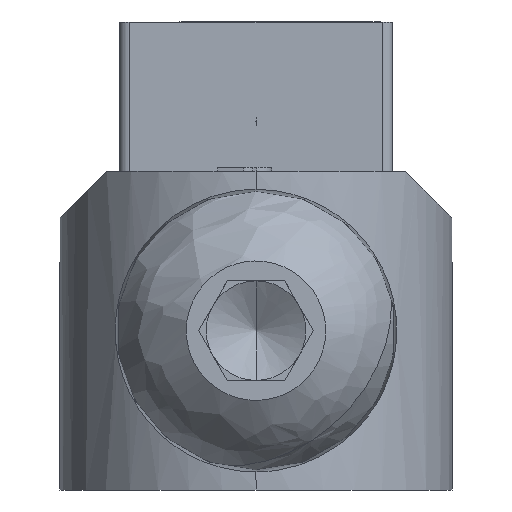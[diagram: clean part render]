
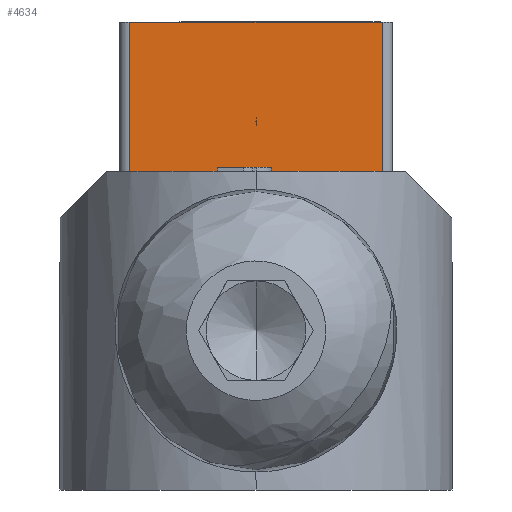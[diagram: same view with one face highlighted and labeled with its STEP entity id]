
A CAD part, left-side view. The second image highlights one B-rep face of the part: STEP entity #4634.
In plain terms, the highlighted planar face has unit normal (-1, 0, 0).
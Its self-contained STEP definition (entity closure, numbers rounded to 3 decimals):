
#193 = VERTEX_POINT ( 'NONE', #4656 ) ;
#238 = ORIENTED_EDGE ( 'NONE', *, *, #4841, .F. ) ;
#497 = ORIENTED_EDGE ( 'NONE', *, *, #9000, .F. ) ;
#555 = DIRECTION ( 'NONE',  ( 0., -1., 0. ) ) ;
#924 = ORIENTED_EDGE ( 'NONE', *, *, #8615, .F. ) ;
#1624 = FACE_OUTER_BOUND ( 'NONE', #4375, .T. ) ;
#1681 = DIRECTION ( 'NONE',  ( -1., 0., 0. ) ) ;
#1732 = VECTOR ( 'NONE', #3127, 1000. ) ;
#2014 = VERTEX_POINT ( 'NONE', #9799 ) ;
#2201 = LINE ( 'NONE', #2924, #6137 ) ;
#2281 = VERTEX_POINT ( 'NONE', #6988 ) ;
#2313 = CARTESIAN_POINT ( 'NONE',  ( 24.15, -6.35, 1.5 ) ) ;
#2707 = LINE ( 'NONE', #3083, #9900 ) ;
#2750 = EDGE_CURVE ( 'NONE', #193, #2014, #3228, .T. ) ;
#2924 = CARTESIAN_POINT ( 'NONE',  ( 24.15, 6.35, 1.5 ) ) ;
#2963 = VERTEX_POINT ( 'NONE', #9037 ) ;
#3083 = CARTESIAN_POINT ( 'NONE',  ( 24.15, -6.35, 1.5 ) ) ;
#3116 = DIRECTION ( 'NONE',  ( 0., 1., 0. ) ) ;
#3127 = DIRECTION ( 'NONE',  ( 0., -1., 0. ) ) ;
#3228 = LINE ( 'NONE', #9558, #1732 ) ;
#3315 = CARTESIAN_POINT ( 'NONE',  ( 24.15, -6.35, 1.5 ) ) ;
#3327 = DIRECTION ( 'NONE',  ( 1., 0., 0. ) ) ;
#3439 = DIRECTION ( 'NONE',  ( 0., 0., -1. ) ) ;
#3587 = ORIENTED_EDGE ( 'NONE', *, *, #9058, .F. ) ;
#3860 = ORIENTED_EDGE ( 'NONE', *, *, #7282, .F. ) ;
#4375 = EDGE_LOOP ( 'NONE', ( #3587, #924, #3860, #9054 ) ) ;
#4444 = CARTESIAN_POINT ( 'NONE',  ( 24.15, 0., 8. ) ) ;
#4520 = VERTEX_POINT ( 'NONE', #5094 ) ;
#4619 = CARTESIAN_POINT ( 'NONE',  ( 24.15, 4.2, 8. ) ) ;
#4634 = ADVANCED_FACE ( 'NONE', ( #1624, #5574 ), #4798, .F. ) ;
#4656 = CARTESIAN_POINT ( 'NONE',  ( 24.15, 6.35, 23.5 ) ) ;
#4696 = LINE ( 'NONE', #2313, #8746 ) ;
#4798 = PLANE ( 'NONE',  #9720 ) ;
#4841 = EDGE_CURVE ( 'NONE', #2281, #6340, #5298, .T. ) ;
#5094 = CARTESIAN_POINT ( 'NONE',  ( 24.15, -6.35, 1.5 ) ) ;
#5220 = DIRECTION ( 'NONE',  ( 0., -1., 0. ) ) ;
#5257 = CARTESIAN_POINT ( 'NONE',  ( 24.15, 0., 8. ) ) ;
#5298 = CIRCLE ( 'NONE', #6418, 4.2 ) ;
#5574 = FACE_BOUND ( 'NONE', #7630, .T. ) ;
#5926 = AXIS2_PLACEMENT_3D ( 'NONE', #4444, #9767, #5220 ) ;
#6137 = VECTOR ( 'NONE', #7567, 1000. ) ;
#6340 = VERTEX_POINT ( 'NONE', #4619 ) ;
#6418 = AXIS2_PLACEMENT_3D ( 'NONE', #5257, #1681, #555 ) ;
#6988 = CARTESIAN_POINT ( 'NONE',  ( 24.15, -4.2, 8. ) ) ;
#7282 = EDGE_CURVE ( 'NONE', #2014, #4520, #2707, .T. ) ;
#7413 = DIRECTION ( 'NONE',  ( 0., 0., -1. ) ) ;
#7567 = DIRECTION ( 'NONE',  ( 0., 0., 1. ) ) ;
#7630 = EDGE_LOOP ( 'NONE', ( #238, #497 ) ) ;
#8615 = EDGE_CURVE ( 'NONE', #4520, #2963, #4696, .T. ) ;
#8746 = VECTOR ( 'NONE', #3116, 1000. ) ;
#9000 = EDGE_CURVE ( 'NONE', #6340, #2281, #9545, .T. ) ;
#9037 = CARTESIAN_POINT ( 'NONE',  ( 24.15, 6.35, 1.5 ) ) ;
#9054 = ORIENTED_EDGE ( 'NONE', *, *, #2750, .F. ) ;
#9058 = EDGE_CURVE ( 'NONE', #2963, #193, #2201, .T. ) ;
#9545 = CIRCLE ( 'NONE', #5926, 4.2 ) ;
#9558 = CARTESIAN_POINT ( 'NONE',  ( 24.15, -6.35, 23.5 ) ) ;
#9720 = AXIS2_PLACEMENT_3D ( 'NONE', #3315, #3327, #3439 ) ;
#9767 = DIRECTION ( 'NONE',  ( -1., 0., 0. ) ) ;
#9799 = CARTESIAN_POINT ( 'NONE',  ( 24.15, -6.35, 23.5 ) ) ;
#9900 = VECTOR ( 'NONE', #7413, 1000. ) ;
